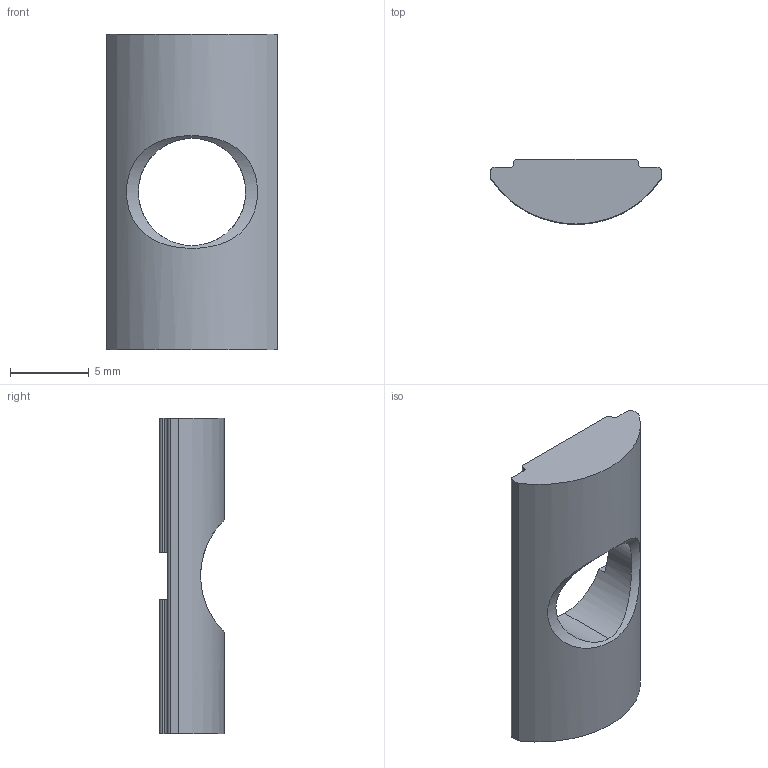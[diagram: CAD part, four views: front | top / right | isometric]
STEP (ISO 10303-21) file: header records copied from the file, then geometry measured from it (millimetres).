
FILE_DESCRIPTION (( 'STEP AP214' ), '1' );
FILE_NAME ('096428.STEP', '2014-08-27T10:51:58', ( '' ), ( '' ), 'SwSTEP 2.0', 'SolidWorks 2014', '' );
FILE_SCHEMA (( 'AUTOMOTIVE_DESIGN' ));
Length unit declared in the file: millimetre
Products named in the file (1): 096428
Bounding box: 10.8 x 4.1 x 20 mm (x, y, z)
Volume: 526.3 mm3; surface area: 568.2 mm2
Topology: 1 solids, 1 shells, 30 faces, 86 edges, 58 vertices
Faces by surface type: plane 16, cylinder 14
Entity records: 1494 total; most frequent: CARTESIAN_POINT 315, ORIENTED_EDGE 172, DIRECTION 172, EDGE_CURVE 86, AXIS2_PLACEMENT_3D 59, VERTEX_POINT 58, LINE 54, VECTOR 54
